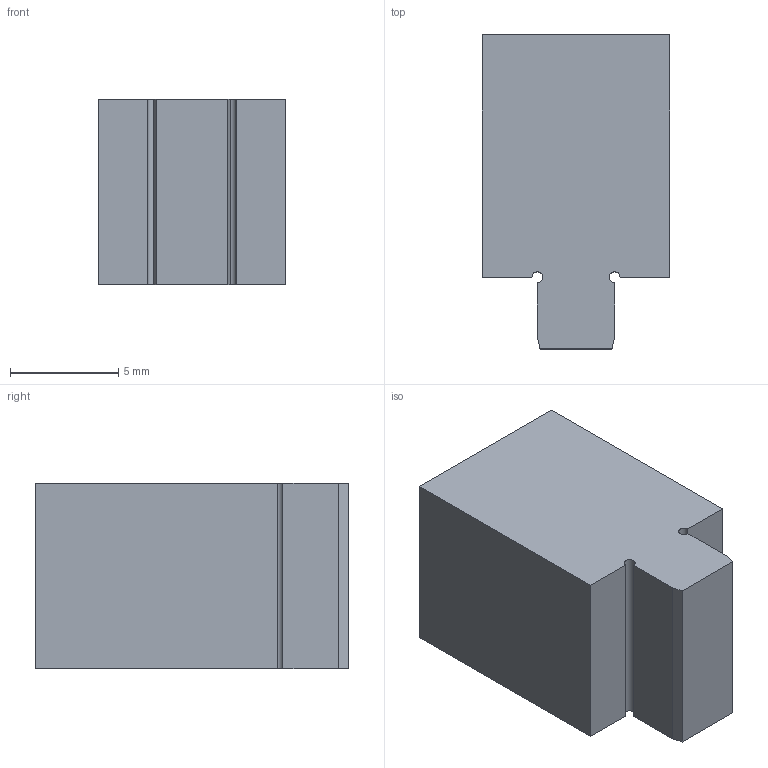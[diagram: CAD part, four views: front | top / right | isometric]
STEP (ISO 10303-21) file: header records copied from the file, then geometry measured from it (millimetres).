
FILE_DESCRIPTION(/* description */ (''),/* implementation_level */ '2;1');
FILE_NAME(/* name */ 'B6A-NH-PCB-28.stp',/* time_stamp */ '2015-02-23T16:38:48-05:00',/* author */ ('DHiltner'),/* organization */ (''),/* preprocessor_version */ 'ST-DEVELOPER v15.6',/* originating_system */ 'Autodesk Inventor 2015',/* authorisation */ '');
FILE_SCHEMA (('AUTOMOTIVE_DESIGN { 1 0 10303 214 3 1 1 }'));
Length unit declared in the file: inch
Products named in the file (1): B6A-NH-PCB-28
Bounding box: 8.64 x 14.48 x 8.53 mm (x, y, z)
Volume: 728.9 mm3; surface area: 763.5 mm2
Topology: 1 solids, 1 shells, 16 faces, 39 edges, 26 vertices
Faces by surface type: plane 13, cylinder 3
Full cylindrical faces by diameter (mm): 5.359 x1
Entity records: 490 total; most frequent: CARTESIAN_POINT 81, DIRECTION 78, ORIENTED_EDGE 76, EDGE_CURVE 38, LINE 32, VECTOR 32, VERTEX_POINT 26, AXIS2_PLACEMENT_3D 23
